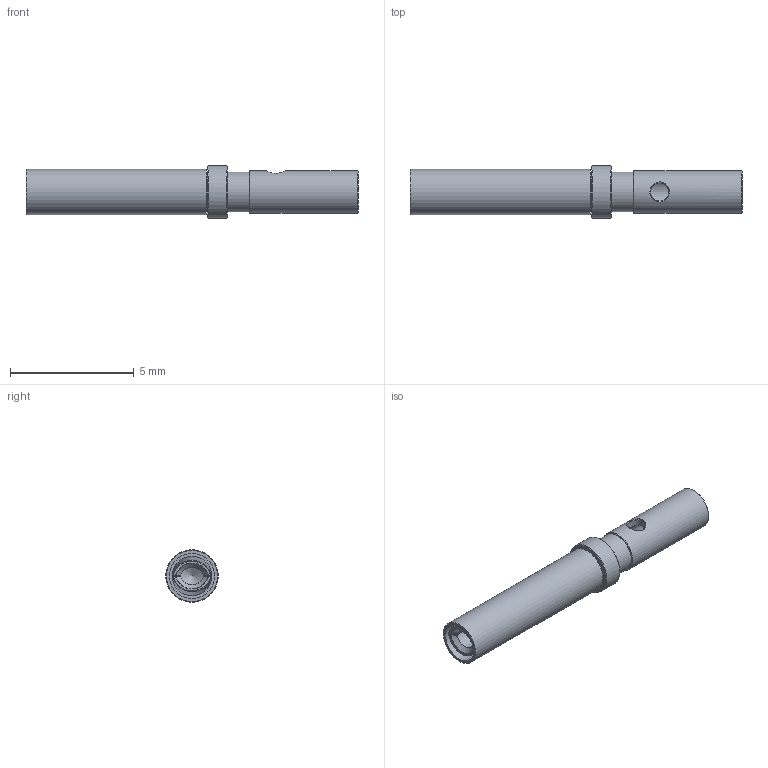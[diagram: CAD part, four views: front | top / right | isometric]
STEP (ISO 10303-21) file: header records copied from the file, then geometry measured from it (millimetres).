
FILE_DESCRIPTION (( 'STEP AP203' ), '1' );
FILE_NAME ('111323.stp', '2015-05-06T14:49:35', ( '' ), ( '' ), 'SwSTEP 2.0', 'SolidWorks 2012', '' );
FILE_SCHEMA (( 'CONFIG_CONTROL_DESIGN' ));
Length unit declared in the file: centimetre
Products named in the file (1): 111323
Bounding box: 13.41 x 2.12 x 2.12 mm (x, y, z)
Volume: 22.8 mm3; surface area: 173 mm2
Topology: 1 solids, 1 shells, 59 faces, 141 edges, 82 vertices
Faces by surface type: plane 18, cylinder 17, bspline 15, cone 9
Full cylindrical faces by diameter (mm): 0.737 x1, 1.016 x1, 1.143 x1, 1.6 x3, 1.702 x1, 1.829 x1, 2.121 x1
Entity records: 2966 total; most frequent: CARTESIAN_POINT 1827, ORIENTED_EDGE 212, DIRECTION 188, EDGE_CURVE 106, EDGE_LOOP 82, AXIS2_PLACEMENT_3D 80, VERTEX_POINT 70, FACE_OUTER_BOUND 69
